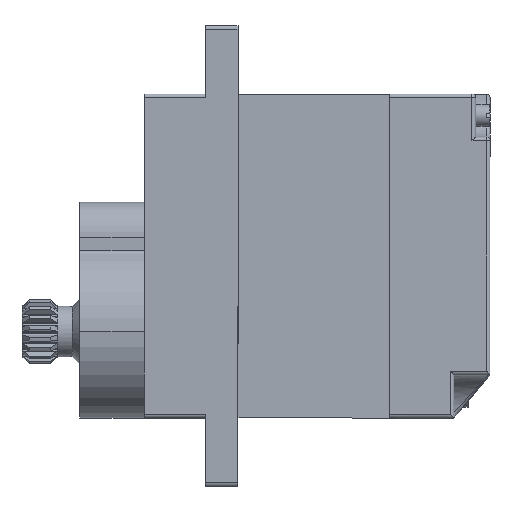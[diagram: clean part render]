
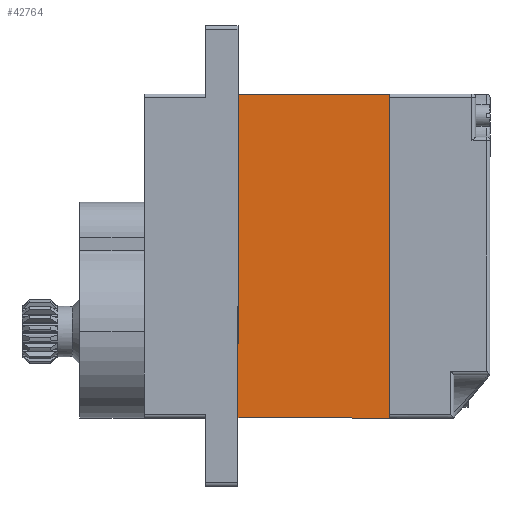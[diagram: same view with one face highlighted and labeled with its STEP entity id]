
A CAD part, left-side view. The second image highlights one B-rep face of the part: STEP entity #42764.
In plain terms, the highlighted face is planar.
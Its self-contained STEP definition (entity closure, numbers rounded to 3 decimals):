
#50 = CARTESIAN_POINT ( 'NONE',  ( -11.25, 10.5, -6. ) ) ;
#538 = VECTOR ( 'NONE', #10247, 1000. ) ;
#605 = PLANE ( 'NONE',  #35799 ) ;
#3418 = ORIENTED_EDGE ( 'NONE', *, *, #18097, .T. ) ;
#4635 = DIRECTION ( 'NONE',  ( 1., 0., 0. ) ) ;
#5610 = VECTOR ( 'NONE', #9979, 1000. ) ;
#9979 = DIRECTION ( 'NONE',  ( 0., -1., 0. ) ) ;
#10247 = DIRECTION ( 'NONE',  ( 0., -1., 0. ) ) ;
#10647 = VERTEX_POINT ( 'NONE', #31565 ) ;
#11193 = LINE ( 'NONE', #46042, #538 ) ;
#12170 = EDGE_LOOP ( 'NONE', ( #15746, #3418, #35982, #45512 ) ) ;
#13590 = EDGE_CURVE ( 'NONE', #19037, #21843, #29435, .T. ) ;
#15746 = ORIENTED_EDGE ( 'NONE', *, *, #13590, .T. ) ;
#17761 = CARTESIAN_POINT ( 'NONE',  ( 11.25, 0., -6. ) ) ;
#18097 = EDGE_CURVE ( 'NONE', #21843, #10647, #31858, .T. ) ;
#18107 = EDGE_CURVE ( 'NONE', #46048, #10647, #11193, .T. ) ;
#19037 = VERTEX_POINT ( 'NONE', #23134 ) ;
#21843 = VERTEX_POINT ( 'NONE', #29272 ) ;
#23134 = CARTESIAN_POINT ( 'NONE',  ( 11.25, 10.5, -6. ) ) ;
#29272 = CARTESIAN_POINT ( 'NONE',  ( 11.25, 0., -6. ) ) ;
#29435 = LINE ( 'NONE', #38383, #5610 ) ;
#29466 = VECTOR ( 'NONE', #30188, 1000. ) ;
#30188 = DIRECTION ( 'NONE',  ( -1., 0., 0. ) ) ;
#30655 = EDGE_CURVE ( 'NONE', #19037, #46048, #42702, .T. ) ;
#31565 = CARTESIAN_POINT ( 'NONE',  ( -11.25, 0., -6. ) ) ;
#31858 = LINE ( 'NONE', #17761, #37547 ) ;
#34159 = FACE_OUTER_BOUND ( 'NONE', #12170, .T. ) ;
#35799 = AXIS2_PLACEMENT_3D ( 'NONE', #48696, #40770, #4635 ) ;
#35982 = ORIENTED_EDGE ( 'NONE', *, *, #18107, .F. ) ;
#37547 = VECTOR ( 'NONE', #49924, 1000. ) ;
#38383 = CARTESIAN_POINT ( 'NONE',  ( 11.25, 10.5, -6. ) ) ;
#40770 = DIRECTION ( 'NONE',  ( 0., 0., 1. ) ) ;
#42157 = CARTESIAN_POINT ( 'NONE',  ( 11.25, 10.5, -6. ) ) ;
#42702 = LINE ( 'NONE', #42157, #29466 ) ;
#42764 = ADVANCED_FACE ( 'NONE', ( #34159 ), #605, .F. ) ;
#45512 = ORIENTED_EDGE ( 'NONE', *, *, #30655, .F. ) ;
#46042 = CARTESIAN_POINT ( 'NONE',  ( -11.25, 10.5, -6. ) ) ;
#46048 = VERTEX_POINT ( 'NONE', #50 ) ;
#48696 = CARTESIAN_POINT ( 'NONE',  ( 11.25, 10.5, -6. ) ) ;
#49924 = DIRECTION ( 'NONE',  ( -1., 0., 0. ) ) ;
